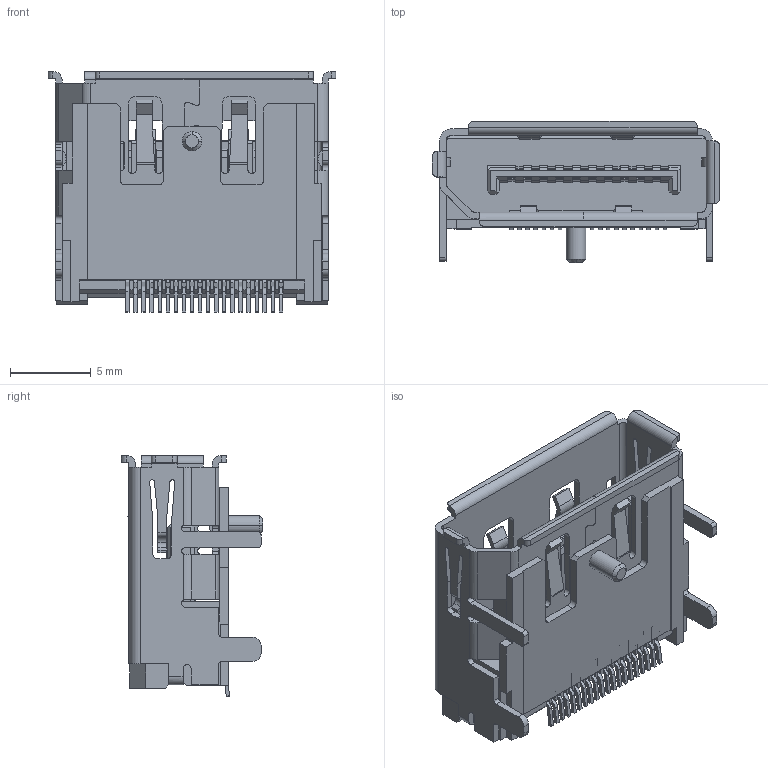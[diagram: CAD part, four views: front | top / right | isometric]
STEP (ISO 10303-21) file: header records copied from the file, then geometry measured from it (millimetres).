
FILE_DESCRIPTION(('STEP AP242'),'1');
FILE_NAME('0472720001.stp','2024-10-31T20:15:52',('TraceParts'),('TraceParts S.A.'),'Spatial InterOp 3D',' ',' ');
FILE_SCHEMA(('AP242_MANAGED_MODEL_BASED_3D_ENGINEERING_MIM_LF {1 0 10303 442 1 1 4}'));
Length unit declared in the file: millimetre
Products named in the file (1): 0472720001_1
Bounding box: 17.79 x 8.75 x 14.89 mm (x, y, z)
Volume: 647.5 mm3; surface area: 1895.2 mm2
Topology: 1 solids, 1 shells, 1153 faces, 3483 edges, 2457 vertices
Faces by surface type: plane 885, cylinder 264, cone 4
Entity records: 38745 total; most frequent: CARTESIAN_POINT 6917, ORIENTED_EDGE 6736, DIRECTION 6337, EDGE_CURVE 3368, LINE 2907, VECTOR 2907, VERTEX_POINT 2227, AXIS2_PLACEMENT_3D 1715
